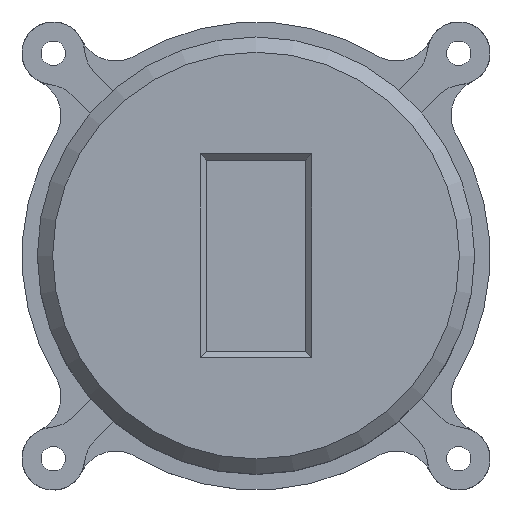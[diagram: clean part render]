
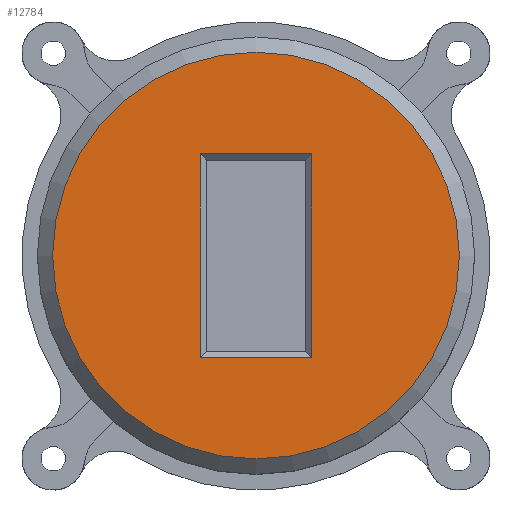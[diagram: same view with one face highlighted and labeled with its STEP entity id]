
A CAD part, top view. The second image highlights one B-rep face of the part: STEP entity #12784.
In plain terms, the highlighted planar face has unit normal (0, 0, 1).
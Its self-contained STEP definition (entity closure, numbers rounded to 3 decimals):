
#1082=FACE_BOUND('',#2395,.T.);
#1203=PLANE('',#13640);
#1666=FACE_OUTER_BOUND('',#2394,.T.);
#2394=EDGE_LOOP('',(#9268));
#2395=EDGE_LOOP('',(#9269,#9270,#9271,#9272));
#3216=LINE('',#17639,#4455);
#3217=LINE('',#17641,#4456);
#3218=LINE('',#17643,#4457);
#3219=LINE('',#17644,#4458);
#4455=VECTOR('',#14719,10.);
#4456=VECTOR('',#14720,10.);
#4457=VECTOR('',#14721,10.);
#4458=VECTOR('',#14722,10.);
#5670=CIRCLE('',#13638,26.6);
#5976=VERTEX_POINT('',#17631);
#5978=VERTEX_POINT('',#17637);
#5979=VERTEX_POINT('',#17638);
#5980=VERTEX_POINT('',#17640);
#5981=VERTEX_POINT('',#17642);
#7257=EDGE_CURVE('',#5976,#5976,#5670,.T.);
#7260=EDGE_CURVE('',#5978,#5979,#3216,.T.);
#7261=EDGE_CURVE('',#5980,#5978,#3217,.T.);
#7262=EDGE_CURVE('',#5981,#5980,#3218,.T.);
#7263=EDGE_CURVE('',#5979,#5981,#3219,.T.);
#9268=ORIENTED_EDGE('',*,*,#7257,.F.);
#9269=ORIENTED_EDGE('',*,*,#7260,.F.);
#9270=ORIENTED_EDGE('',*,*,#7261,.F.);
#9271=ORIENTED_EDGE('',*,*,#7262,.F.);
#9272=ORIENTED_EDGE('',*,*,#7263,.F.);
#12784=ADVANCED_FACE('',(#1666,#1082),#1203,.T.);
#13638=AXIS2_PLACEMENT_3D('',#17632,#14712,#14713);
#13640=AXIS2_PLACEMENT_3D('',#17636,#14717,#14718);
#14712=DIRECTION('center_axis',(0.,0.,-1.));
#14713=DIRECTION('ref_axis',(-1.,0.,0.));
#14717=DIRECTION('center_axis',(0.,0.,1.));
#14718=DIRECTION('ref_axis',(1.,0.,0.));
#14719=DIRECTION('',(-1.,0.,0.));
#14720=DIRECTION('',(0.,1.,0.));
#14721=DIRECTION('',(1.,0.,0.));
#14722=DIRECTION('',(0.,-1.,0.));
#17631=CARTESIAN_POINT('',(26.6,0.,23.15));
#17632=CARTESIAN_POINT('Origin',(0.,0.,
23.15));
#17636=CARTESIAN_POINT('Origin',(0.,0.,
23.15));
#17637=CARTESIAN_POINT('',(7.3,13.3,23.15));
#17638=CARTESIAN_POINT('',(-7.3,13.3,23.15));
#17639=CARTESIAN_POINT('',(3.25,13.3,23.15));
#17640=CARTESIAN_POINT('',(7.3,-13.3,23.15));
#17641=CARTESIAN_POINT('',(7.3,-6.25,23.15));
#17642=CARTESIAN_POINT('',(-7.3,-13.3,23.15));
#17643=CARTESIAN_POINT('',(-3.25,-13.3,23.15));
#17644=CARTESIAN_POINT('',(-7.3,6.25,23.15));
